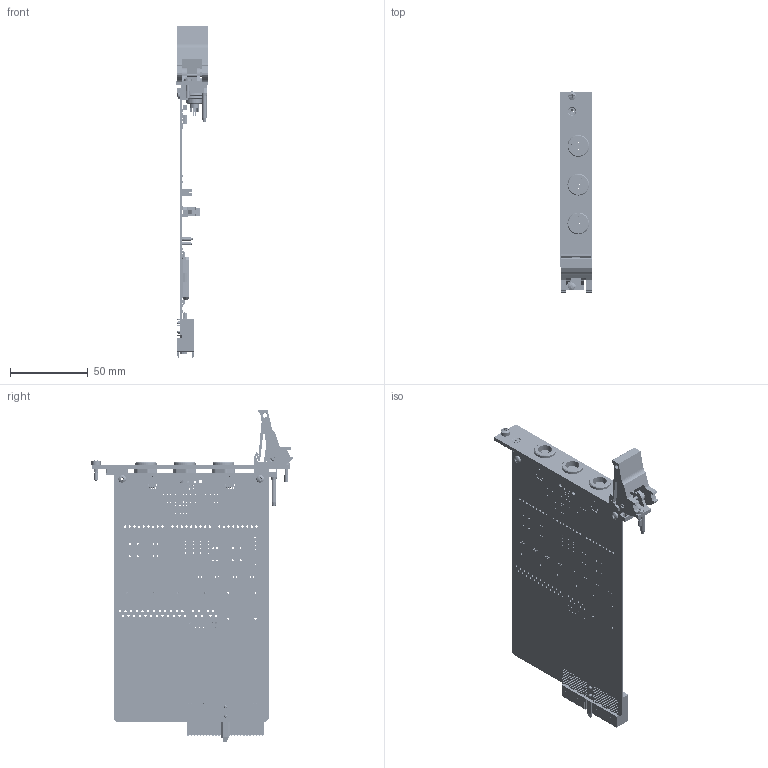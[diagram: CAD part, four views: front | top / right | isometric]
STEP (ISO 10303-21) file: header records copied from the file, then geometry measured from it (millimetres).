
FILE_DESCRIPTION (( 'STEP AP214' ), '1' );
FILE_NAME ('40-785-523-E PXI Remote Triple 6CH SMA MUX.STEP', '2013-09-09T14:32:02', ( 'admin' ), ( '' ), 'SwSTEP 2.0', 'SolidWorks 2012', '' );
FILE_SCHEMA (( 'AUTOMOTIVE_DESIGN' ));
Length unit declared in the file: millimetre
Products named in the file (1): 40-785-523-E PXI Remote Triple 6CH SMA MUX
Bounding box: 20 x 129.67 x 214.01 mm (x, y, z)
Surface area: 64809.7 mm2 (no closed solid volume)
Topology: 0 solids, 694 shells, 4590 faces, 19577 edges, 15186 vertices
Faces by surface type: plane 3425, cylinder 932, cone 154, bspline 36, torus 34, sphere 9
Full cylindrical faces by diameter (mm): 0.278 x1, 0.4 x27, 0.5 x2, 0.6 x110, 0.75 x55, 0.8 x47, 0.9 x15, 0.92 x4, 0.98 x1, 0.996 x7, 1 x19, 1.2 x8, 1.3 x8, 1.496 x2, 1.5 x59, 1.519 x2, 2 x6, 2.05 x1, 2.3 x2, 2.497 x1, 2.5 x5, 2.6 x1, 2.7 x1, 2.8 x1, 3 x3, 4.7 x1, 5 x5, 5.3 x1, 5.8 x3, 5.9 x1
Entity records: 255896 total; most frequent: CARTESIAN_POINT 51653, DIRECTION 30698, ORIENTED_EDGE 25875, EDGE_CURVE 19013, VERTEX_POINT 15067, LINE 14140, VECTOR 14140, AXIS2_PLACEMENT_3D 8279
